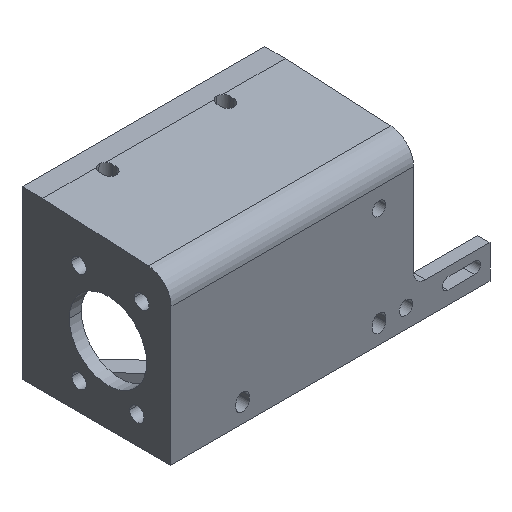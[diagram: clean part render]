
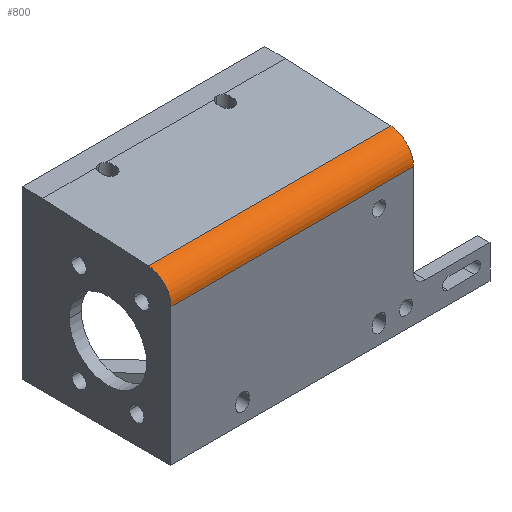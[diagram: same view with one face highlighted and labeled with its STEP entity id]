
A CAD part, isometric view. The second image highlights one B-rep face of the part: STEP entity #800.
In plain terms, the highlighted cylindrical face has radius 12.5 mm (diameter 25 mm), a partial arc.
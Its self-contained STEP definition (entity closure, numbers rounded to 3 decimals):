
#49 = CIRCLE ( 'NONE', #986, 12.5 ) ;
#55 = EDGE_CURVE ( 'NONE', #2203, #2332, #2067, .T. ) ;
#94 = EDGE_CURVE ( 'NONE', #2203, #2219, #1078, .T. ) ;
#119 = ORIENTED_EDGE ( 'NONE', *, *, #1722, .F. ) ;
#146 = CARTESIAN_POINT ( 'NONE',  ( 127., 0., 72. ) ) ;
#224 = ORIENTED_EDGE ( 'NONE', *, *, #349, .T. ) ;
#238 = VECTOR ( 'NONE', #265, 1000. ) ;
#265 = DIRECTION ( 'NONE',  ( -1., 0., 0. ) ) ;
#285 = FACE_OUTER_BOUND ( 'NONE', #999, .T. ) ;
#349 = EDGE_CURVE ( 'NONE', #2332, #1243, #626, .T. ) ;
#429 = CARTESIAN_POINT ( 'NONE',  ( 0., 0., 72. ) ) ;
#432 = DIRECTION ( 'NONE',  ( 0., -1., 0. ) ) ;
#626 = LINE ( 'NONE', #2229, #1274 ) ;
#686 = DIRECTION ( 'NONE',  ( -1., 0., 0. ) ) ;
#779 = CARTESIAN_POINT ( 'NONE',  ( 0., 12.5, 72. ) ) ;
#800 = ADVANCED_FACE ( 'NONE', ( #285 ), #1087, .T. ) ;
#986 = AXIS2_PLACEMENT_3D ( 'NONE', #779, #1575, #1314 ) ;
#999 = EDGE_LOOP ( 'NONE', ( #119, #1029, #1194, #224 ) ) ;
#1029 = ORIENTED_EDGE ( 'NONE', *, *, #94, .F. ) ;
#1078 = LINE ( 'NONE', #2291, #238 ) ;
#1087 = CYLINDRICAL_SURFACE ( 'NONE', #1278, 12.5 ) ;
#1183 = CARTESIAN_POINT ( 'NONE',  ( 127., 11.846, 84.483 ) ) ;
#1194 = ORIENTED_EDGE ( 'NONE', *, *, #55, .T. ) ;
#1199 = DIRECTION ( 'NONE',  ( -1., 0., 0. ) ) ;
#1243 = VERTEX_POINT ( 'NONE', #1502 ) ;
#1274 = VECTOR ( 'NONE', #1199, 1000. ) ;
#1278 = AXIS2_PLACEMENT_3D ( 'NONE', #2031, #1457, #432 ) ;
#1281 = DIRECTION ( 'NONE',  ( 0., -1., 0. ) ) ;
#1314 = DIRECTION ( 'NONE',  ( 0., -1., 0. ) ) ;
#1457 = DIRECTION ( 'NONE',  ( -1., 0., 0. ) ) ;
#1466 = CARTESIAN_POINT ( 'NONE',  ( 127., 12.5, 72. ) ) ;
#1502 = CARTESIAN_POINT ( 'NONE',  ( 0., 11.846, 84.483 ) ) ;
#1575 = DIRECTION ( 'NONE',  ( -1., 0., 0. ) ) ;
#1722 = EDGE_CURVE ( 'NONE', #2219, #1243, #49, .T. ) ;
#2031 = CARTESIAN_POINT ( 'NONE',  ( 85.853, 12.5, 72. ) ) ;
#2067 = CIRCLE ( 'NONE', #2414, 12.5 ) ;
#2203 = VERTEX_POINT ( 'NONE', #146 ) ;
#2219 = VERTEX_POINT ( 'NONE', #429 ) ;
#2229 = CARTESIAN_POINT ( 'NONE',  ( 85.853, 11.846, 84.483 ) ) ;
#2291 = CARTESIAN_POINT ( 'NONE',  ( 167., 0., 72. ) ) ;
#2332 = VERTEX_POINT ( 'NONE', #1183 ) ;
#2414 = AXIS2_PLACEMENT_3D ( 'NONE', #1466, #686, #1281 ) ;
